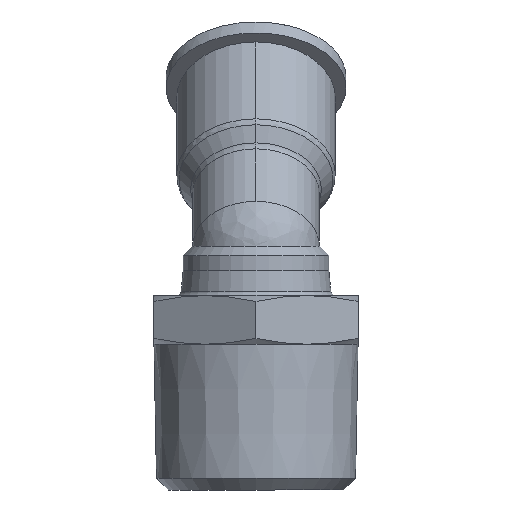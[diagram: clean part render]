
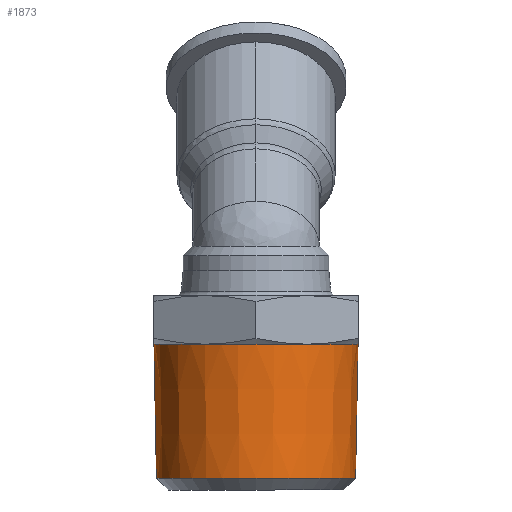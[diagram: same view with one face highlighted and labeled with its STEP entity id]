
A CAD part, left-side view. The second image highlights one B-rep face of the part: STEP entity #1873.
In plain terms, the highlighted conical face has half-angle 1.06 degrees and reference radius 10.5 mm.
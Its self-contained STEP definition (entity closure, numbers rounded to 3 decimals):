
#28 = ORIENTED_EDGE ( 'NONE', *, *, #2926, .T. ) ;
#210 = DIRECTION ( 'NONE',  ( 0., 0., -1. ) ) ;
#1115 = AXIS2_PLACEMENT_3D ( 'NONE', #3762, #6261, #1438 ) ;
#1229 = VECTOR ( 'NONE', #5102, 1000. ) ;
#1438 = DIRECTION ( 'NONE',  ( 0., -1., 0. ) ) ;
#1736 = ORIENTED_EDGE ( 'NONE', *, *, #4576, .T. ) ;
#1873 = ADVANCED_FACE ( 'NONE', ( #5659 ), #9860, .T. ) ;
#1886 = EDGE_CURVE ( 'NONE', #13472, #9479, #11566, .T. ) ;
#2025 = ORIENTED_EDGE ( 'NONE', *, *, #1886, .F. ) ;
#2258 = ORIENTED_EDGE ( 'NONE', *, *, #9904, .T. ) ;
#2926 = EDGE_CURVE ( 'NONE', #11500, #3674, #7537, .T. ) ;
#3402 = ORIENTED_EDGE ( 'NONE', *, *, #14908, .T. ) ;
#3674 = VERTEX_POINT ( 'NONE', #13380 ) ;
#3762 = CARTESIAN_POINT ( 'NONE',  ( -0.007, 0., -6.479 ) ) ;
#3824 = CIRCLE ( 'NONE', #10672, 10.5 ) ;
#3827 = CARTESIAN_POINT ( 'NONE',  ( -0.007, 0., -6.479 ) ) ;
#4412 = CIRCLE ( 'NONE', #5100, 10.245 ) ;
#4480 = CARTESIAN_POINT ( 'NONE',  ( -0.007, 10.245, -20.28 ) ) ;
#4576 = EDGE_CURVE ( 'NONE', #7642, #11500, #14912, .T. ) ;
#4731 = DIRECTION ( 'NONE',  ( 0., -0.018, 1. ) ) ;
#4819 = EDGE_CURVE ( 'NONE', #3674, #9479, #3824, .T. ) ;
#4853 = DIRECTION ( 'NONE',  ( 0., 0., -1. ) ) ;
#5100 = AXIS2_PLACEMENT_3D ( 'NONE', #14791, #11177, #8593 ) ;
#5102 = DIRECTION ( 'NONE',  ( 0., 0.018, 1. ) ) ;
#5298 = EDGE_LOOP ( 'NONE', ( #2025, #2258, #3402, #1736, #28, #13647 ) ) ;
#5424 = CARTESIAN_POINT ( 'NONE',  ( -0.007, 10.5, -6.479 ) ) ;
#5659 = FACE_OUTER_BOUND ( 'NONE', #5298, .T. ) ;
#6261 = DIRECTION ( 'NONE',  ( 0., 0., 1. ) ) ;
#6348 = DIRECTION ( 'NONE',  ( 1., 0., 0. ) ) ;
#6716 = CARTESIAN_POINT ( 'NONE',  ( -0.007, 0., -6.479 ) ) ;
#7324 = CARTESIAN_POINT ( 'NONE',  ( -0.007, -10.5, -6.479 ) ) ;
#7537 = CIRCLE ( 'NONE', #9537, 10.5 ) ;
#7642 = VERTEX_POINT ( 'NONE', #11771 ) ;
#8421 = AXIS2_PLACEMENT_3D ( 'NONE', #9998, #210, #6348 ) ;
#8593 = DIRECTION ( 'NONE',  ( 1., 0., 0. ) ) ;
#9059 = DIRECTION ( 'NONE',  ( 1., 0., 0. ) ) ;
#9479 = VERTEX_POINT ( 'NONE', #5424 ) ;
#9537 = AXIS2_PLACEMENT_3D ( 'NONE', #3827, #4853, #12359 ) ;
#9819 = VERTEX_POINT ( 'NONE', #15825 ) ;
#9860 = CONICAL_SURFACE ( 'NONE', #1115, 10.5, 0.018 ) ;
#9904 = EDGE_CURVE ( 'NONE', #13472, #9819, #4412, .T. ) ;
#9998 = CARTESIAN_POINT ( 'NONE',  ( -0.007, 0., -6.479 ) ) ;
#10361 = LINE ( 'NONE', #7324, #13025 ) ;
#10672 = AXIS2_PLACEMENT_3D ( 'NONE', #6716, #12794, #9059 ) ;
#11177 = DIRECTION ( 'NONE',  ( 0., 0., 1. ) ) ;
#11500 = VERTEX_POINT ( 'NONE', #12829 ) ;
#11566 = LINE ( 'NONE', #12391, #1229 ) ;
#11771 = CARTESIAN_POINT ( 'NONE',  ( -0.007, -10.5, -6.479 ) ) ;
#12359 = DIRECTION ( 'NONE',  ( 1., 0., 0. ) ) ;
#12391 = CARTESIAN_POINT ( 'NONE',  ( -0.007, 10.5, -6.479 ) ) ;
#12794 = DIRECTION ( 'NONE',  ( 0., 0., -1. ) ) ;
#12829 = CARTESIAN_POINT ( 'NONE',  ( -9.1, -5.25, -6.479 ) ) ;
#13025 = VECTOR ( 'NONE', #4731, 1000. ) ;
#13380 = CARTESIAN_POINT ( 'NONE',  ( -9.1, 5.25, -6.479 ) ) ;
#13472 = VERTEX_POINT ( 'NONE', #4480 ) ;
#13647 = ORIENTED_EDGE ( 'NONE', *, *, #4819, .T. ) ;
#14791 = CARTESIAN_POINT ( 'NONE',  ( -0.007, 0., -20.28 ) ) ;
#14908 = EDGE_CURVE ( 'NONE', #9819, #7642, #10361, .T. ) ;
#14912 = CIRCLE ( 'NONE', #8421, 10.5 ) ;
#15825 = CARTESIAN_POINT ( 'NONE',  ( -0.007, -10.245, -20.28 ) ) ;
